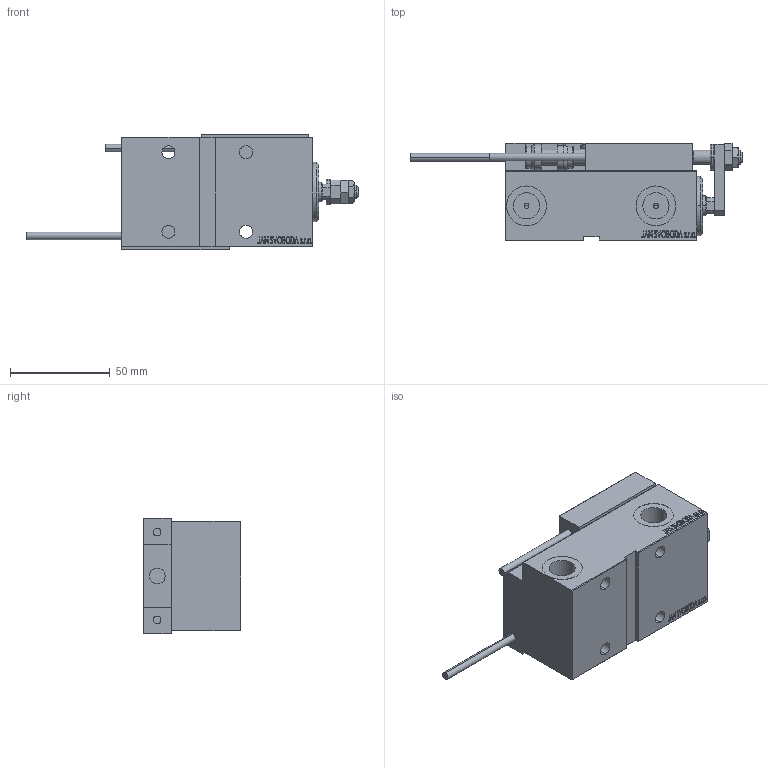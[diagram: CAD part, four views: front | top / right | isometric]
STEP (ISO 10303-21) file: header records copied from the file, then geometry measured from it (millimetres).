
FILE_DESCRIPTION (( 'STEP AP203' ), '1' );
FILE_NAME ('9355.STEP', '2022-04-17T12:32:53', ( '' ), ( '' ), 'SwSTEP 2.0', 'SolidWorks 2019', '' );
FILE_SCHEMA (( 'CONFIG_CONTROL_DESIGN' ));
Length unit declared in the file: millimetre
Products named in the file (16): V450CM_E_VCP 0263f59ddb98c4eb88e0bd607212a6c3; NUT_D10 0263f59ddb98c4eb88e0bd607212a6c3; V450CM_E_Body 0263f59ddb98c4eb88e0bd607212a6c3; SWITCH_X_FRONT_BACK 0263f59ddb98c4eb88e0bd607212a6c3; SWITCH X 0263f59ddb98c4eb88e0bd607212a6c3; MAGNET 0263f59ddb98c4eb88e0bd607212a6c3; KONCOVKA 0263f59ddb98c4eb88e0bd607212a6c3; ALLEN BOLT D5 0263f59ddb98c4eb88e0bd607212a6c3; ALLEN BOLT D8 0263f59ddb98c4eb88e0bd607212a6c3; SWITCH DIM B,W 0263f59ddb98c4eb88e0bd607212a6c3; NUT_D12 0263f59ddb98c4eb88e0bd607212a6c3; 9355; ZARAZKA 0263f59ddb98c4eb88e0bd607212a6c3; V450CM_VC_B 0263f59ddb98c4eb88e0bd607212a6c3; TYC_L79 0263f59ddb98c4eb88e0bd607212a6c3; Block 0263f59ddb98c4eb88e0bd607212a6c3
Assembly tree (25 placements, depth 3):
  9355
    V450CM_E_Body 0263f59ddb98c4eb88e0bd607212a6c3
    V450CM_E_VCP 0263f59ddb98c4eb88e0bd607212a6c3
    V450CM_VC_B 0263f59ddb98c4eb88e0bd607212a6c3
    SWITCH X 0263f59ddb98c4eb88e0bd607212a6c3
      SWITCH_X_FRONT_BACK 0263f59ddb98c4eb88e0bd607212a6c3  x2
      TYC_L79 0263f59ddb98c4eb88e0bd607212a6c3
      Block 0263f59ddb98c4eb88e0bd607212a6c3  x2
      ALLEN BOLT D5 0263f59ddb98c4eb88e0bd607212a6c3  x4
      ALLEN BOLT D8 0263f59ddb98c4eb88e0bd607212a6c3  x4
      MAGNET 0263f59ddb98c4eb88e0bd607212a6c3  x2
      KONCOVKA 0263f59ddb98c4eb88e0bd607212a6c3  x2
    SWITCH DIM B,W 0263f59ddb98c4eb88e0bd607212a6c3
    ZARAZKA 0263f59ddb98c4eb88e0bd607212a6c3
    NUT_D10 0263f59ddb98c4eb88e0bd607212a6c3
    NUT_D12 0263f59ddb98c4eb88e0bd607212a6c3
Bounding box: 166.7 x 49 x 58 mm (x, y, z)
Volume: 208468.3 mm3; surface area: 61390.5 mm2
Topology: 24 solids, 24 shells, 1316 faces, 3158 edges, 2018 vertices
Faces by surface type: plane 577, bspline 380, cylinder 198, cone 113, torus 44, sphere 4
Entity records: 50887 total; most frequent: CARTESIAN_POINT 25684, ORIENTED_EDGE 5336, DIRECTION 3621, EDGE_CURVE 2668, VERTEX_POINT 1742, VECTOR 1531, LINE 1531, EDGE_LOOP 1232
